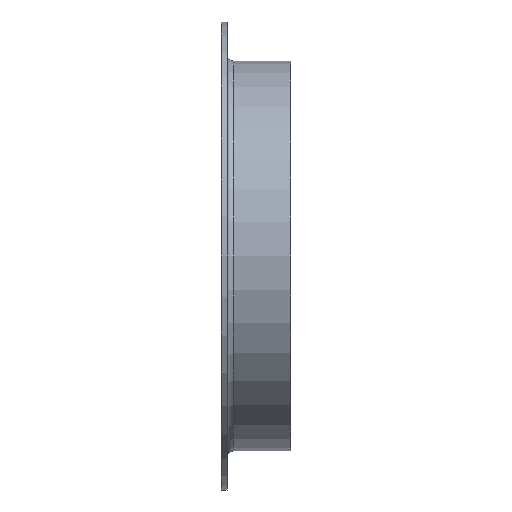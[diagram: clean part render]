
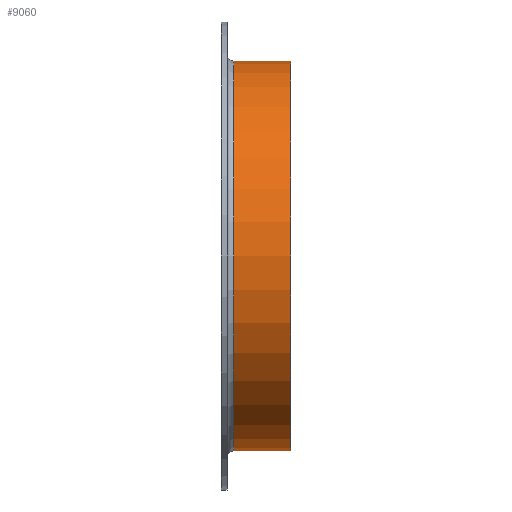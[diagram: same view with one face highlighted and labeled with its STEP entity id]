
A CAD part, front view. The second image highlights one B-rep face of the part: STEP entity #9060.
In plain terms, the highlighted cylindrical face has radius 84.15 mm (diameter 168.3 mm), a full revolution.
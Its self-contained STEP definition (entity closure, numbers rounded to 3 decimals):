
#34 = AXIS2_PLACEMENT_3D ( 'NONE', #14800, #5185, #12115 ) ;
#2068 = DIRECTION ( 'NONE',  ( 1., 0., 0. ) ) ;
#2376 = DIRECTION ( 'NONE',  ( -1., 0., 0. ) ) ;
#2835 = EDGE_LOOP ( 'NONE', ( #2857 ) ) ;
#2857 = ORIENTED_EDGE ( 'NONE', *, *, #13247, .T. ) ;
#2898 = VERTEX_POINT ( 'NONE', #5303 ) ;
#4629 = CARTESIAN_POINT ( 'NONE',  ( 5.5, 0., 0. ) ) ;
#4646 = AXIS2_PLACEMENT_3D ( 'NONE', #9430, #2376, #9360 ) ;
#4715 = FACE_OUTER_BOUND ( 'NONE', #2835, .T. ) ;
#5185 = DIRECTION ( 'NONE',  ( -1., 0., 0. ) ) ;
#5303 = CARTESIAN_POINT ( 'NONE',  ( 30., 0., 84.15 ) ) ;
#5441 = CIRCLE ( 'NONE', #14779, 84.15 ) ;
#6548 = VERTEX_POINT ( 'NONE', #10001 ) ;
#7196 = FACE_OUTER_BOUND ( 'NONE', #10115, .T. ) ;
#9060 = ADVANCED_FACE ( 'NONE', ( #7196, #4715 ), #9498, .T. ) ;
#9176 = CIRCLE ( 'NONE', #34, 84.15 ) ;
#9360 = DIRECTION ( 'NONE',  ( 0., 0., 1. ) ) ;
#9430 = CARTESIAN_POINT ( 'NONE',  ( 0., 0., 0. ) ) ;
#9498 = CYLINDRICAL_SURFACE ( 'NONE', #4646, 84.15 ) ;
#10001 = CARTESIAN_POINT ( 'NONE',  ( 5.5, 0., 84.15 ) ) ;
#10115 = EDGE_LOOP ( 'NONE', ( #11555 ) ) ;
#11555 = ORIENTED_EDGE ( 'NONE', *, *, #15084, .T. ) ;
#12115 = DIRECTION ( 'NONE',  ( 0., 0., 1. ) ) ;
#13247 = EDGE_CURVE ( 'NONE', #2898, #2898, #9176, .T. ) ;
#13712 = DIRECTION ( 'NONE',  ( 0., 0., 1. ) ) ;
#14779 = AXIS2_PLACEMENT_3D ( 'NONE', #4629, #2068, #13712 ) ;
#14800 = CARTESIAN_POINT ( 'NONE',  ( 30., 0., 0. ) ) ;
#15084 = EDGE_CURVE ( 'NONE', #6548, #6548, #5441, .T. ) ;
